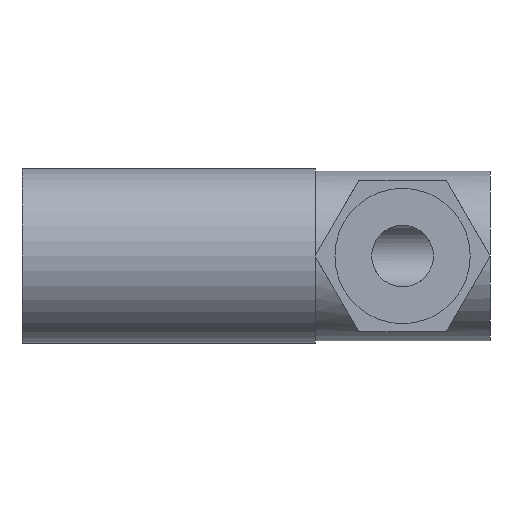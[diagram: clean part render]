
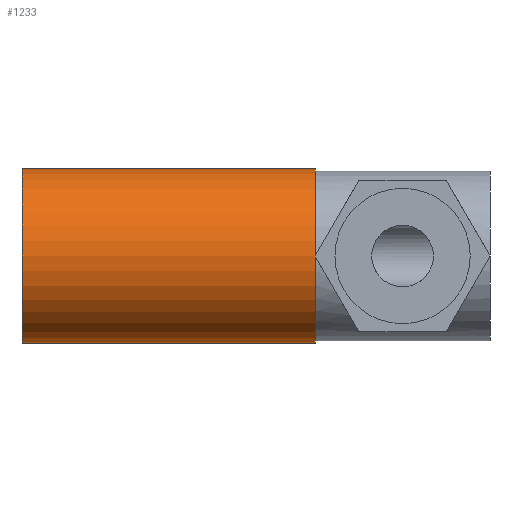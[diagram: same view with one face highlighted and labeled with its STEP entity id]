
A CAD part, front view. The second image highlights one B-rep face of the part: STEP entity #1233.
In plain terms, the highlighted cylindrical face has radius 8.5 mm (diameter 17 mm), a partial arc.
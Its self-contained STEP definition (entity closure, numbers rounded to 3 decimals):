
#201 = CARTESIAN_POINT ( 'NONE',  ( 0., 0., 8.5 ) ) ;
#299 = LINE ( 'NONE', #2818, #2332 ) ;
#355 = EDGE_CURVE ( 'NONE', #7763, #7594, #2067, .T. ) ;
#580 = CARTESIAN_POINT ( 'NONE',  ( 0., 0., 0. ) ) ;
#961 = VERTEX_POINT ( 'NONE', #5128 ) ;
#1078 = EDGE_LOOP ( 'NONE', ( #1501, #3445, #2864, #1377 ) ) ;
#1233 = ADVANCED_FACE ( 'NONE', ( #7234 ), #6227, .T. ) ;
#1327 = DIRECTION ( 'NONE',  ( 0., 0., 1. ) ) ;
#1377 = ORIENTED_EDGE ( 'NONE', *, *, #8106, .F. ) ;
#1501 = ORIENTED_EDGE ( 'NONE', *, *, #3919, .F. ) ;
#1671 = CARTESIAN_POINT ( 'NONE',  ( 28.5, 0., 8.5 ) ) ;
#1829 = DIRECTION ( 'NONE',  ( -1., 0., 0. ) ) ;
#2067 = CIRCLE ( 'NONE', #6662, 8.5 ) ;
#2207 = AXIS2_PLACEMENT_3D ( 'NONE', #580, #5304, #7809 ) ;
#2332 = VECTOR ( 'NONE', #2933, 1000. ) ;
#2818 = CARTESIAN_POINT ( 'NONE',  ( 0., 0., -8.5 ) ) ;
#2864 = ORIENTED_EDGE ( 'NONE', *, *, #4081, .T. ) ;
#2933 = DIRECTION ( 'NONE',  ( -1., 0., 0. ) ) ;
#3222 = DIRECTION ( 'NONE',  ( -1., 0., 0. ) ) ;
#3445 = ORIENTED_EDGE ( 'NONE', *, *, #355, .T. ) ;
#3672 = AXIS2_PLACEMENT_3D ( 'NONE', #4006, #1829, #4356 ) ;
#3919 = EDGE_CURVE ( 'NONE', #7763, #961, #299, .T. ) ;
#4006 = CARTESIAN_POINT ( 'NONE',  ( 0., 0., 0. ) ) ;
#4081 = EDGE_CURVE ( 'NONE', #7594, #5096, #7040, .T. ) ;
#4183 = VECTOR ( 'NONE', #3222, 1000. ) ;
#4356 = DIRECTION ( 'NONE',  ( 0., 0., 1. ) ) ;
#4622 = CARTESIAN_POINT ( 'NONE',  ( 0., 0., 8.5 ) ) ;
#5096 = VERTEX_POINT ( 'NONE', #201 ) ;
#5128 = CARTESIAN_POINT ( 'NONE',  ( 0., 0., -8.5 ) ) ;
#5304 = DIRECTION ( 'NONE',  ( -1., 0., 0. ) ) ;
#5783 = CARTESIAN_POINT ( 'NONE',  ( 28.5, 0., 0. ) ) ;
#6227 = CYLINDRICAL_SURFACE ( 'NONE', #2207, 8.5 ) ;
#6411 = CARTESIAN_POINT ( 'NONE',  ( 28.5, 0., -8.5 ) ) ;
#6662 = AXIS2_PLACEMENT_3D ( 'NONE', #5783, #7668, #1327 ) ;
#7040 = LINE ( 'NONE', #4622, #4183 ) ;
#7234 = FACE_OUTER_BOUND ( 'NONE', #1078, .T. ) ;
#7594 = VERTEX_POINT ( 'NONE', #1671 ) ;
#7613 = CIRCLE ( 'NONE', #3672, 8.5 ) ;
#7668 = DIRECTION ( 'NONE',  ( -1., 0., 0. ) ) ;
#7763 = VERTEX_POINT ( 'NONE', #6411 ) ;
#7809 = DIRECTION ( 'NONE',  ( 0., 0., 1. ) ) ;
#8106 = EDGE_CURVE ( 'NONE', #961, #5096, #7613, .T. ) ;
